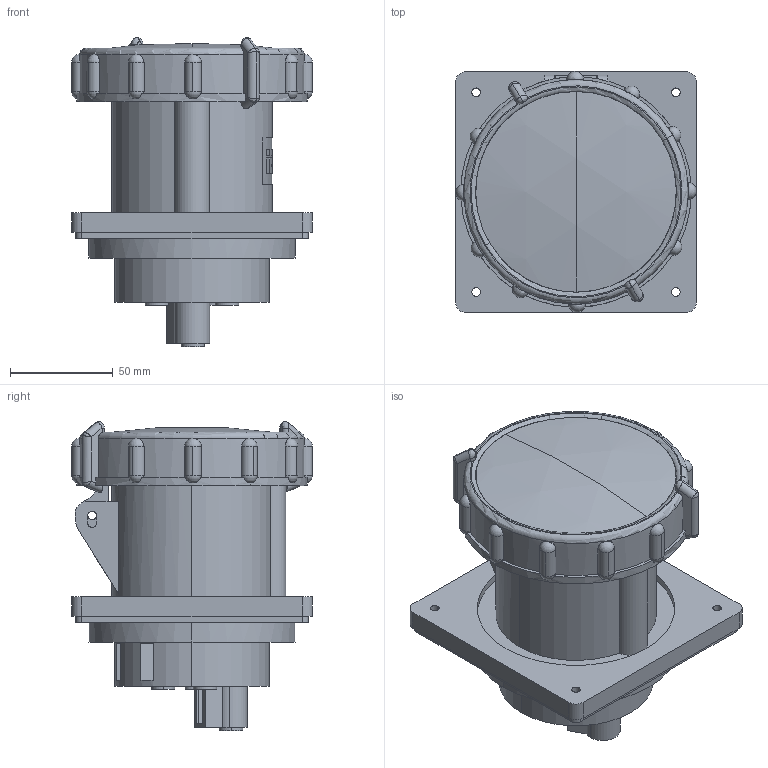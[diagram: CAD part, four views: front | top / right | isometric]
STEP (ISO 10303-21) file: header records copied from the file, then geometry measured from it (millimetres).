
FILE_DESCRIPTION (( 'STEP AP214' ), '1' );
FILE_NAME ('PSN70-063-5-2-67 Ðîçåòêà âñ. MAGNUM ÑÑÈ-435 63À-6÷_200-415Â 3P+PE+N IP67 IEK.STEP', '2025-09-08T15:12:31', ( '' ), ( '' ), 'SwSTEP 2.0', 'SolidWorks 2022', '' );
FILE_SCHEMA (( 'AUTOMOTIVE_DESIGN' ));
Length unit declared in the file: millimetre
Products named in the file (1): PSN70-063-5-2-67 Розетка вс. MAGNUM ССИ-435 63А-6ч_200-415В 3P+PE+N IP67 IEK
Bounding box: 117 x 117 x 150.15 mm (x, y, z)
Volume: 638630.3 mm3; surface area: 172163.1 mm2
Topology: 15 solids, 15 shells, 927 faces, 2433 edges, 1569 vertices
Faces by surface type: plane 465, cylinder 319, torus 68, bspline 41, cone 30, sphere 4
Entity records: 35929 total; most frequent: CARTESIAN_POINT 12814, ORIENTED_EDGE 4782, DIRECTION 4778, EDGE_CURVE 2391, AXIS2_PLACEMENT_3D 1742, VERTEX_POINT 1569, LINE 1294, VECTOR 1294
